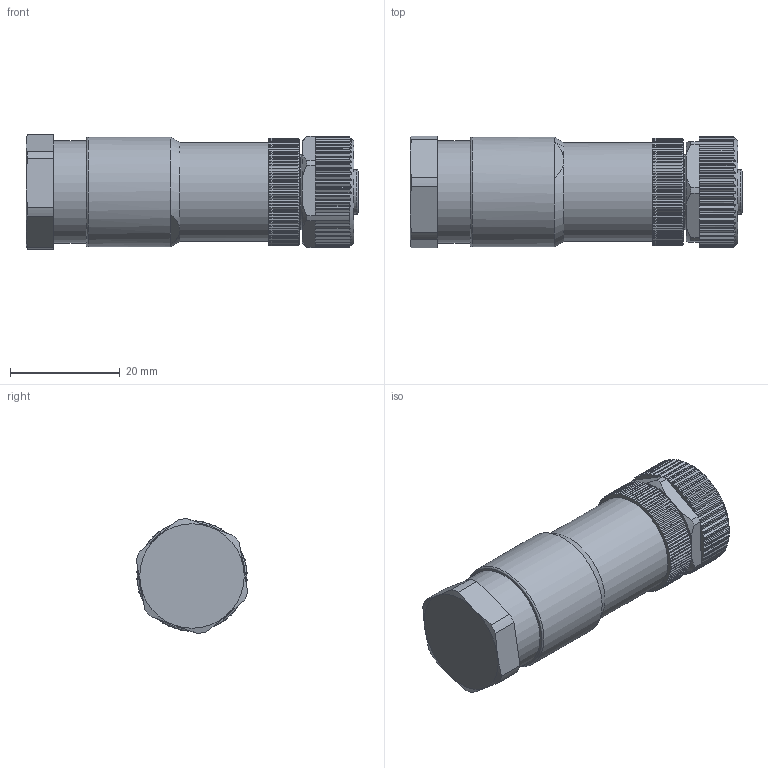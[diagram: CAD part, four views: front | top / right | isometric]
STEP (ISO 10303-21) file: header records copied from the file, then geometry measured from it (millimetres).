
FILE_DESCRIPTION(/* description */ (''),/* implementation_level */ '2;1');
FILE_NAME(/* name */ 'PS-WAKC4K_stp_stp.stp',/* time_stamp */ '2016-04-07T14:25:10+02:00',/* author */ (''),/* organization */ (''),/* preprocessor_version */ 'ST-DEVELOPER v16',/* originating_system */ 'SIEMENS PLM Software NX 10.0',/* authorisation */ '');
FILE_SCHEMA (('AUTOMOTIVE_DESIGN { 1 0 10303 214 3 1 1 1 }'));
Length unit declared in the file: millimetre
Products named in the file (1): PS-WAKC4K_stp_stp
Bounding box: 60.4 x 20.26 x 20.91 mm (x, y, z)
Volume: 16721.2 mm3; surface area: 5548.2 mm2
Topology: 1 solids, 1 shells, 679 faces, 1906 edges, 1235 vertices
Faces by surface type: plane 361, cylinder 267, torus 23, cone 22, sphere 6
Full cylindrical faces by diameter (mm): 2.25 x4, 8.2 x1, 10.917 x1, 13.5 x1, 18 x1, 18.6 x1, 20 x1
Entity records: 23190 total; most frequent: CARTESIAN_POINT 6295, ORIENTED_EDGE 3732, DIRECTION 3280, EDGE_CURVE 1866, VERTEX_POINT 1224, AXIS2_PLACEMENT_3D 1161, LINE 958, VECTOR 958
